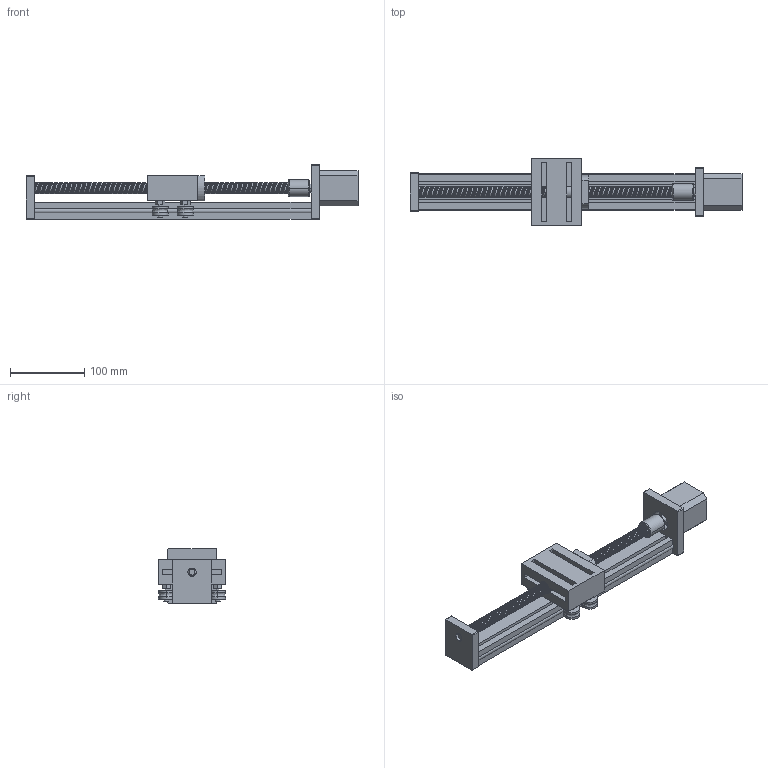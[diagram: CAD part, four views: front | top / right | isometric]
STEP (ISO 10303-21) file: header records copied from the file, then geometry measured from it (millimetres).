
FILE_DESCRIPTION(('FreeCAD Model'),'2;1');
FILE_NAME('Open CASCADE Shape Model','2025-04-17T14:17:01',('FreeCAD'),( 'FreeCAD'),'Open CASCADE STEP processor 7.6','FreeCAD','Unknown');
FILE_SCHEMA(('AUTOMOTIVE_DESIGN { 1 0 10303 214 1 1 1 1 }'));
Products named in the file (1): Open CASCADE STEP translator 7.6 1
Bounding box: 448.03 x 90.51 x 73.54 mm (x, y, z)
Volume: 810811.3 mm3; surface area: 196580.6 mm2
Topology: 16 solids, 16 shells, 486 faces, 1267 edges, 836 vertices
Faces by surface type: bspline 486
Entity records: 32869 total; most frequent: CARTESIAN_POINT 25414, ORIENTED_EDGE 2534, EDGE_CURVE 1267, B_SPLINE_CURVE_WITH_KNOTS 1051, VERTEX_POINT 836, FACE_BOUND 533, EDGE_LOOP 533, ADVANCED_FACE 486
